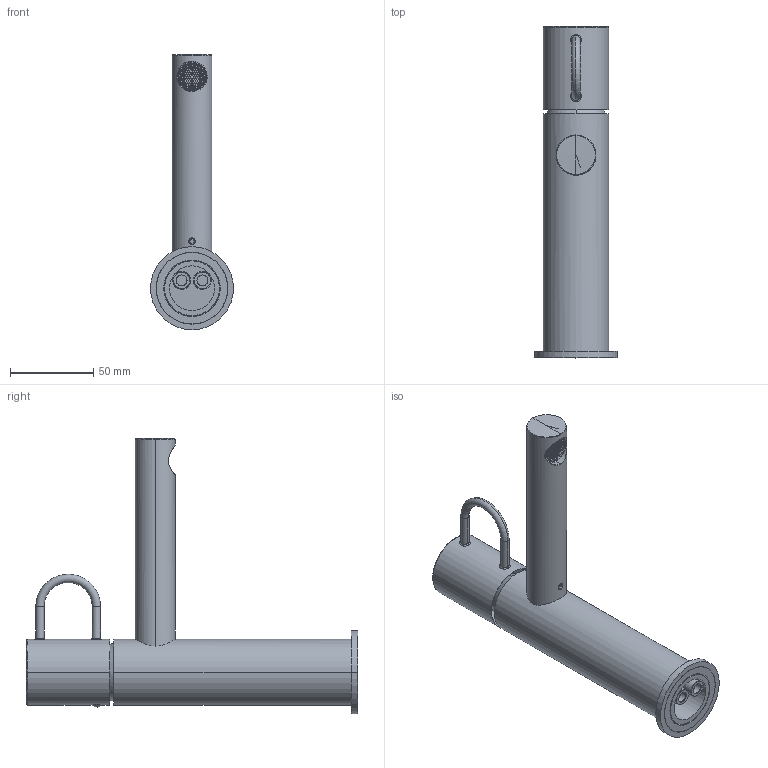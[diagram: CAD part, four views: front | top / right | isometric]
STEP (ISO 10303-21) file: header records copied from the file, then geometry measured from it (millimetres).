
FILE_DESCRIPTION((''),'2;1');
FILE_NAME('JK071CR','2021-02-02T13:32:53',('ut3'),('PAFFONI SpA'),'CREO PARAMETRIC BY PTC INC, 2020044','CREO PARAMETRIC BY PTC INC, 2020044','');
FILE_SCHEMA(('CONFIG_CONTROL_DESIGN','SHAPE_APPEARANCE_LAYERS_GROUPS'));
Length unit declared in the file: millimetre
Products named in the file (1): JK071CR
Bounding box: 50 x 199.84 x 165.9 mm (x, y, z)
Volume: 150873.2 mm3; surface area: 95220.2 mm2
Topology: 3 solids, 3 shells, 2912 faces, 7771 edges, 4926 vertices
Faces by surface type: plane 1931, cylinder 615, bspline 139, cone 134, torus 85, sphere 8
Entity records: 139698 total; most frequent: CARTESIAN_POINT 53409, ORIENTED_EDGE 15506, DIRECTION 11523, EDGE_CURVE 7753, VERTEX_POINT 4926, AXIS2_PLACEMENT_3D 3896, VECTOR 3731, LINE 3731
